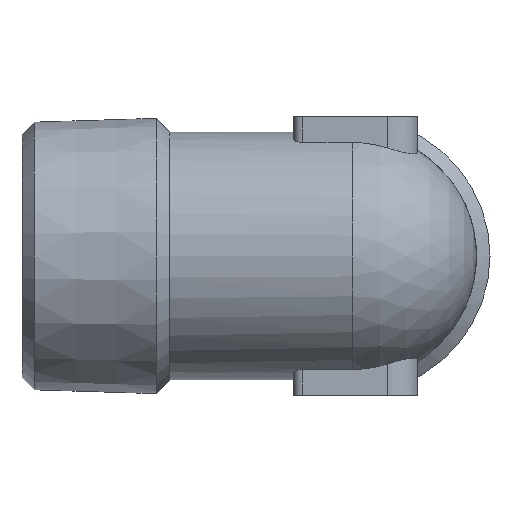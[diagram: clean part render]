
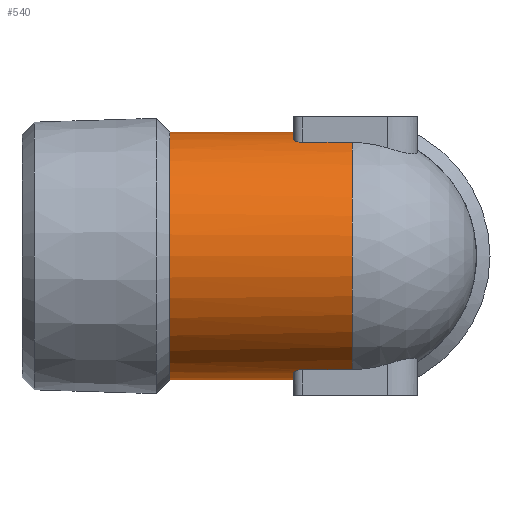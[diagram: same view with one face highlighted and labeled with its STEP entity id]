
A CAD part, front view. The second image highlights one B-rep face of the part: STEP entity #540.
In plain terms, the highlighted cylindrical face has radius 12 mm (diameter 24 mm), a full revolution.
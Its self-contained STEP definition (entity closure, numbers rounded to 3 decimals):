
#48=B_SPLINE_CURVE_WITH_KNOTS('',3,(#884,#885,#886,#887,#888),
 .UNSPECIFIED.,.F.,.F.,(4,1,4),(0.,0.001,0.001),
 .UNSPECIFIED.);
#49=B_SPLINE_CURVE_WITH_KNOTS('',3,(#892,#893,#894,#895),.UNSPECIFIED.,
 .F.,.F.,(4,4),(0.,0.002),.UNSPECIFIED.);
#50=B_SPLINE_CURVE_WITH_KNOTS('',3,(#896,#897,#898,#899),.UNSPECIFIED.,
 .F.,.F.,(4,4),(0.003,0.005),.UNSPECIFIED.);
#51=B_SPLINE_CURVE_WITH_KNOTS('',3,(#903,#904,#905,#906,#907),
 .UNSPECIFIED.,.F.,.F.,(4,1,4),(0.,0.001,0.001),
 .UNSPECIFIED.);
#56=LINE('',#881,#84);
#57=LINE('',#909,#85);
#84=VECTOR('',#687,1000.);
#85=VECTOR('',#692,1000.);
#116=CIRCLE('',#598,12.);
#117=CIRCLE('',#599,12.);
#118=CIRCLE('',#600,12.);
#119=CIRCLE('',#601,12.);
#158=ORIENTED_EDGE('',*,*,#306,.F.);
#159=ORIENTED_EDGE('',*,*,#307,.F.);
#160=ORIENTED_EDGE('',*,*,#308,.F.);
#161=ORIENTED_EDGE('',*,*,#309,.F.);
#162=ORIENTED_EDGE('',*,*,#310,.T.);
#163=ORIENTED_EDGE('',*,*,#300,.F.);
#164=ORIENTED_EDGE('',*,*,#311,.T.);
#165=ORIENTED_EDGE('',*,*,#312,.F.);
#166=ORIENTED_EDGE('',*,*,#313,.F.);
#167=ORIENTED_EDGE('',*,*,#314,.F.);
#168=ORIENTED_EDGE('',*,*,#315,.T.);
#300=EDGE_CURVE('',#374,#375,#421,.F.);
#306=EDGE_CURVE('',#380,#380,#116,.T.);
#307=EDGE_CURVE('',#381,#382,#56,.F.);
#308=EDGE_CURVE('',#383,#381,#48,.T.);
#309=EDGE_CURVE('',#384,#383,#117,.T.);
#310=EDGE_CURVE('',#384,#375,#49,.T.);
#311=EDGE_CURVE('',#374,#385,#50,.T.);
#312=EDGE_CURVE('',#386,#385,#118,.T.);
#313=EDGE_CURVE('',#387,#386,#51,.T.);
#314=EDGE_CURVE('',#388,#387,#57,.T.);
#315=EDGE_CURVE('',#388,#382,#119,.T.);
#374=VERTEX_POINT('',#859);
#375=VERTEX_POINT('',#861);
#380=VERTEX_POINT('',#880);
#381=VERTEX_POINT('',#882);
#382=VERTEX_POINT('',#883);
#383=VERTEX_POINT('',#889);
#384=VERTEX_POINT('',#891);
#385=VERTEX_POINT('',#900);
#386=VERTEX_POINT('',#902);
#387=VERTEX_POINT('',#908);
#388=VERTEX_POINT('',#910);
#421=ELLIPSE('',#594,16.971,12.);
#426=EDGE_LOOP('',(#158));
#427=EDGE_LOOP('',(#159,#160,#161,#162,#163,#164,#165,#166,#167,#168));
#478=FACE_BOUND('',#426,.T.);
#479=FACE_BOUND('',#427,.T.);
#528=CYLINDRICAL_SURFACE('',#597,12.);
#540=ADVANCED_FACE('',(#478,#479),#528,.T.);
#594=AXIS2_PLACEMENT_3D('',#860,#676,#677);
#597=AXIS2_PLACEMENT_3D('',#878,#683,#684);
#598=AXIS2_PLACEMENT_3D('',#879,#685,#686);
#599=AXIS2_PLACEMENT_3D('',#890,#688,#689);
#600=AXIS2_PLACEMENT_3D('',#901,#690,#691);
#601=AXIS2_PLACEMENT_3D('',#911,#693,#694);
#676=DIRECTION('',(-0.707,-0.707,0.));
#677=DIRECTION('',(-0.707,0.707,0.));
#683=DIRECTION('',(-1.,0.,0.));
#684=DIRECTION('',(0.,0.,1.));
#685=DIRECTION('',(-1.,0.,0.));
#686=DIRECTION('',(0.,0.,1.));
#687=DIRECTION('',(-1.,0.,0.));
#688=DIRECTION('',(1.,0.,0.));
#689=DIRECTION('',(0.,0.,-1.));
#690=DIRECTION('',(1.,0.,0.));
#691=DIRECTION('',(0.,0.,-1.));
#692=DIRECTION('',(-1.,0.,0.));
#693=DIRECTION('',(-1.,0.,0.));
#694=DIRECTION('',(0.,0.,1.));
#859=CARTESIAN_POINT('',(-3.781,3.781,-11.389));
#860=CARTESIAN_POINT('',(0.,0.,0.));
#861=CARTESIAN_POINT('',(-3.781,3.781,11.389));
#878=CARTESIAN_POINT('',(-19.,0.,0.));
#879=CARTESIAN_POINT('',(-17.7,0.,0.));
#880=CARTESIAN_POINT('',(-17.7,0.,12.));
#881=CARTESIAN_POINT('',(-19.,-4.8,10.998));
#882=CARTESIAN_POINT('',(-4.82,-4.8,10.998));
#883=CARTESIAN_POINT('',(0.,-4.8,10.998));
#884=CARTESIAN_POINT('',(-5.7,-3.92,11.342));
#885=CARTESIAN_POINT('',(-5.7,-4.148,11.263));
#886=CARTESIAN_POINT('',(-5.523,-4.591,11.092));
#887=CARTESIAN_POINT('',(-5.061,-4.8,10.998));
#888=CARTESIAN_POINT('',(-4.82,-4.8,10.998));
#889=CARTESIAN_POINT('',(-5.7,-3.92,11.342));
#890=CARTESIAN_POINT('',(-5.7,0.,0.));
#891=CARTESIAN_POINT('',(-5.7,3.067,11.602));
#892=CARTESIAN_POINT('',(-5.7,3.067,11.602));
#893=CARTESIAN_POINT('',(-4.991,3.067,11.602));
#894=CARTESIAN_POINT('',(-4.3,3.332,11.538));
#895=CARTESIAN_POINT('',(-3.781,3.781,11.389));
#896=CARTESIAN_POINT('',(-3.781,3.781,-11.389));
#897=CARTESIAN_POINT('',(-4.296,3.336,-11.537));
#898=CARTESIAN_POINT('',(-4.992,3.067,-11.602));
#899=CARTESIAN_POINT('',(-5.7,3.067,-11.602));
#900=CARTESIAN_POINT('',(-5.7,3.067,-11.602));
#901=CARTESIAN_POINT('',(-5.7,0.,0.));
#902=CARTESIAN_POINT('',(-5.7,-3.92,-11.342));
#903=CARTESIAN_POINT('',(-4.82,-4.8,-10.998));
#904=CARTESIAN_POINT('',(-5.061,-4.8,-10.998));
#905=CARTESIAN_POINT('',(-5.523,-4.592,-11.091));
#906=CARTESIAN_POINT('',(-5.7,-4.147,-11.263));
#907=CARTESIAN_POINT('',(-5.7,-3.92,-11.342));
#908=CARTESIAN_POINT('',(-4.82,-4.8,-10.998));
#909=CARTESIAN_POINT('',(-19.,-4.8,-10.998));
#910=CARTESIAN_POINT('',(0.,-4.8,-10.998));
#911=CARTESIAN_POINT('',(0.,0.,0.));
